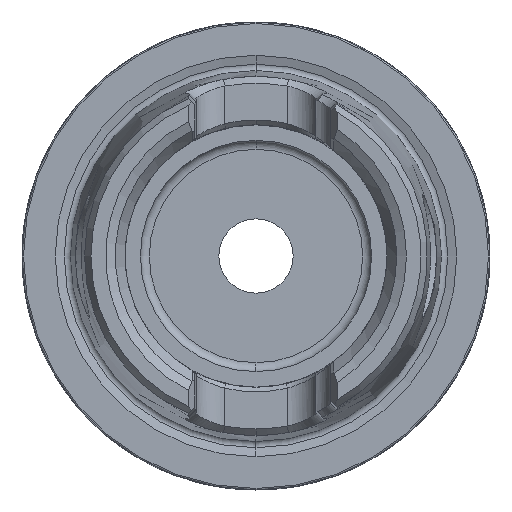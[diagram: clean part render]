
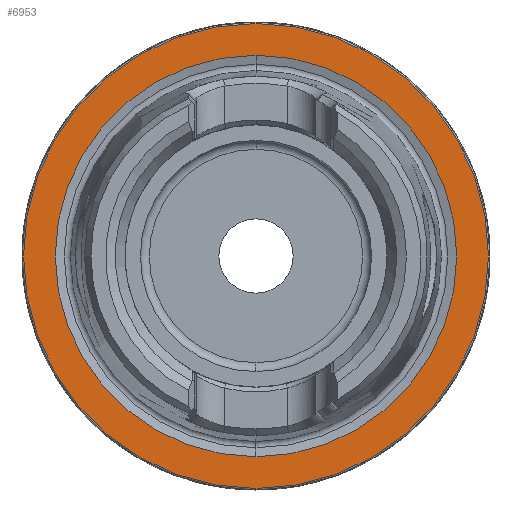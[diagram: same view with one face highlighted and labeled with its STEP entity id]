
A CAD part, left-side view. The second image highlights one B-rep face of the part: STEP entity #6953.
In plain terms, the highlighted planar face has unit normal (-1, 0, 0).
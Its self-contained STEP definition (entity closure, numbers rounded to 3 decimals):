
#455 = ORIENTED_EDGE ( 'NONE', *, *, #2781, .T. ) ;
#940 = AXIS2_PLACEMENT_3D ( 'NONE', #8777, #8720, #8679 ) ;
#2030 = CARTESIAN_POINT ( 'NONE',  ( 0., 0., 27. ) ) ;
#2066 = CIRCLE ( 'NONE', #11359, 27. ) ;
#2722 = ORIENTED_EDGE ( 'NONE', *, *, #8058, .T. ) ;
#2781 = EDGE_CURVE ( 'NONE', #9237, #7574, #8110, .T. ) ;
#2856 = CARTESIAN_POINT ( 'NONE',  ( 0., 0., -31.275 ) ) ;
#3073 = DIRECTION ( 'NONE',  ( 0., 0., 1. ) ) ;
#3113 = DIRECTION ( 'NONE',  ( -1., 0., 0. ) ) ;
#3122 = VERTEX_POINT ( 'NONE', #2030 ) ;
#3159 = CARTESIAN_POINT ( 'NONE',  ( 0., 0., 0. ) ) ;
#3398 = DIRECTION ( 'NONE',  ( 0., 0., 1. ) ) ;
#3414 = DIRECTION ( 'NONE',  ( -1., 0., 0. ) ) ;
#3418 = CARTESIAN_POINT ( 'NONE',  ( 0., 0., 0. ) ) ;
#3546 = AXIS2_PLACEMENT_3D ( 'NONE', #3418, #3414, #3398 ) ;
#3874 = EDGE_CURVE ( 'NONE', #3122, #12900, #2066, .T. ) ;
#4235 = EDGE_CURVE ( 'NONE', #12900, #3122, #12745, .T. ) ;
#4650 = FACE_BOUND ( 'NONE', #10781, .T. ) ;
#5118 = FACE_OUTER_BOUND ( 'NONE', #6433, .T. ) ;
#6107 = CIRCLE ( 'NONE', #3546, 31.275 ) ;
#6433 = EDGE_LOOP ( 'NONE', ( #2722, #455 ) ) ;
#6953 = ADVANCED_FACE ( 'NONE', ( #4650, #5118 ), #13047, .F. ) ;
#6985 = ORIENTED_EDGE ( 'NONE', *, *, #4235, .F. ) ;
#7128 = CARTESIAN_POINT ( 'NONE',  ( 0., 0., -27. ) ) ;
#7323 = AXIS2_PLACEMENT_3D ( 'NONE', #12852, #12831, #12820 ) ;
#7574 = VERTEX_POINT ( 'NONE', #8011 ) ;
#8011 = CARTESIAN_POINT ( 'NONE',  ( 0., 0., 31.275 ) ) ;
#8058 = EDGE_CURVE ( 'NONE', #7574, #9237, #6107, .T. ) ;
#8110 = CIRCLE ( 'NONE', #940, 31.275 ) ;
#8512 = DIRECTION ( 'NONE',  ( 0., 0., 1. ) ) ;
#8551 = DIRECTION ( 'NONE',  ( -1., 0., 0. ) ) ;
#8593 = CARTESIAN_POINT ( 'NONE',  ( 0., 0., 0. ) ) ;
#8679 = DIRECTION ( 'NONE',  ( 0., 0., 1. ) ) ;
#8720 = DIRECTION ( 'NONE',  ( -1., 0., 0. ) ) ;
#8777 = CARTESIAN_POINT ( 'NONE',  ( 0., 0., 0. ) ) ;
#9237 = VERTEX_POINT ( 'NONE', #2856 ) ;
#9902 = AXIS2_PLACEMENT_3D ( 'NONE', #3159, #3113, #3073 ) ;
#10781 = EDGE_LOOP ( 'NONE', ( #11867, #6985 ) ) ;
#11359 = AXIS2_PLACEMENT_3D ( 'NONE', #8593, #8551, #8512 ) ;
#11867 = ORIENTED_EDGE ( 'NONE', *, *, #3874, .F. ) ;
#12745 = CIRCLE ( 'NONE', #9902, 27. ) ;
#12820 = DIRECTION ( 'NONE',  ( 0., 0., -1. ) ) ;
#12831 = DIRECTION ( 'NONE',  ( 1., 0., 0. ) ) ;
#12852 = CARTESIAN_POINT ( 'NONE',  ( 0., 31.275, 0. ) ) ;
#12900 = VERTEX_POINT ( 'NONE', #7128 ) ;
#13047 = PLANE ( 'NONE',  #7323 ) ;
